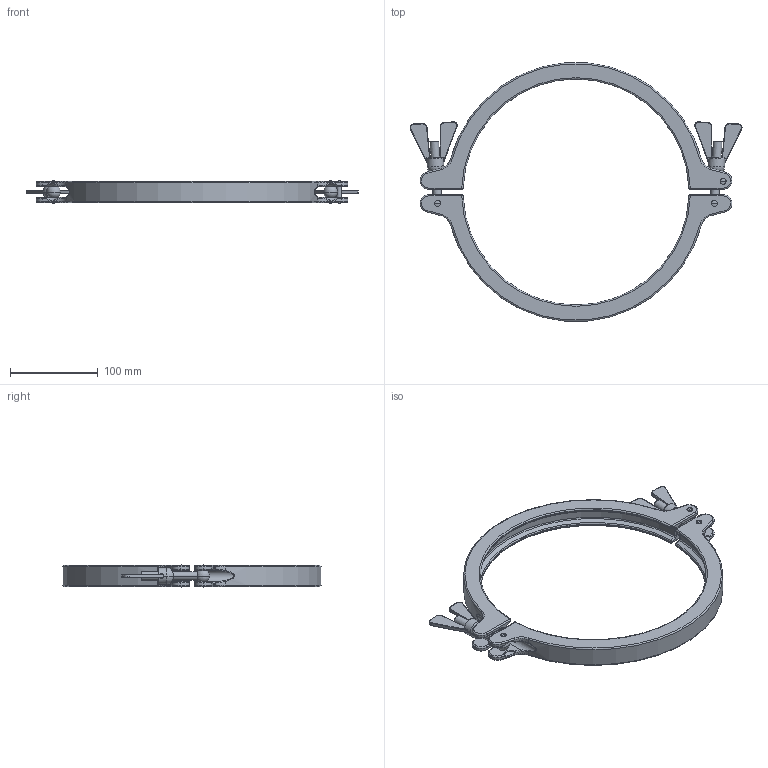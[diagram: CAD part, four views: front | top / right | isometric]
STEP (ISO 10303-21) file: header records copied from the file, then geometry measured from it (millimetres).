
FILE_DESCRIPTION (( 'STEP AP214' ), '1' );
FILE_NAME ('CL.SHD.1000 BLOCK.STEP', '2020-05-19T12:55:40', ( '' ), ( '' ), 'SwSTEP 2.0', 'SolidWorks 2020', '' );
FILE_SCHEMA (( 'AUTOMOTIVE_DESIGN' ));
Length unit declared in the file: millimetre
Products named in the file (1): CL.SHD.1000 BLOCK
Bounding box: 379 x 294.87 x 25.3 mm (x, y, z)
Volume: 357745.1 mm3; surface area: 106431.3 mm2
Topology: 2 solids, 6 shells, 475 faces, 1127 edges, 640 vertices
Faces by surface type: cylinder 177, torus 104, bspline 86, plane 56, sphere 48, cone 4
Entity records: 16848 total; most frequent: CARTESIAN_POINT 6569, DIRECTION 2205, ORIENTED_EDGE 2154, EDGE_CURVE 1077, AXIS2_PLACEMENT_3D 960, VERTEX_POINT 630, CIRCLE 570, EDGE_LOOP 505
